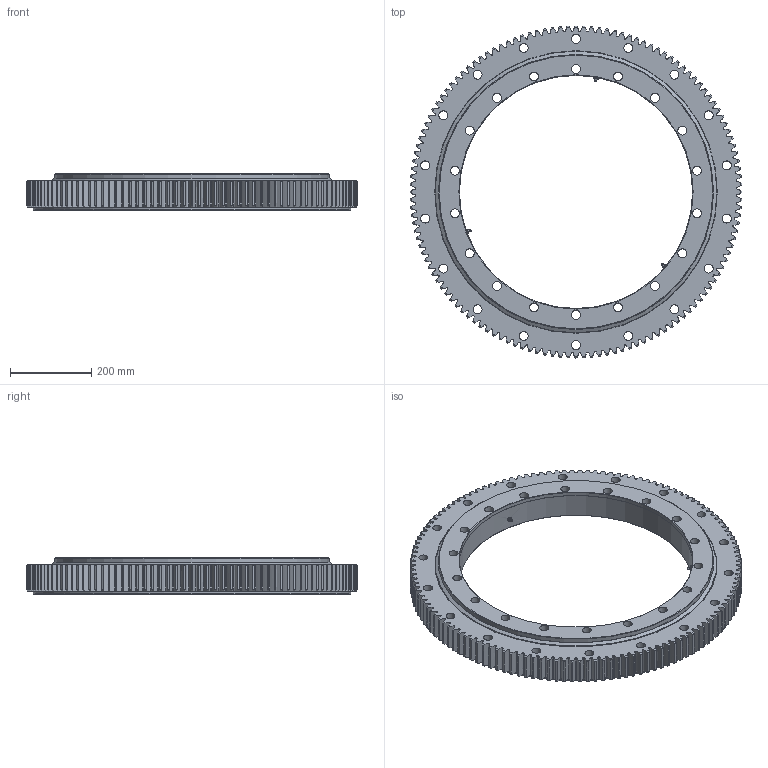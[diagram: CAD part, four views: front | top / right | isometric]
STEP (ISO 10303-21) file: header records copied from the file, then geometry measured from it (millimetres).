
FILE_DESCRIPTION (( 'STEP AP214' ), '1' );
FILE_NAME ('E.816.25.15.D.1-RV.STEP', '2020-05-13T08:14:29', ( '' ), ( '' ), 'SwSTEP 2.0', 'SolidWorks 2016', '' );
FILE_SCHEMA (( 'AUTOMOTIVE_DESIGN' ));
Length unit declared in the file: millimetre
Products named in the file (7): E.816.25.15.D.1-RV - IR Seal; E.816.25.15.D.1-RV - OR Seal; E.816.25.15.D.1-RV - OR; E.816.25.15.D.1-RV - IR; Roller L25; E.816.25.15.D.1-RV; Grease nipple M10x1mm
Assembly tree (47 placements, depth 2):
  E.816.25.15.D.1-RV
    E.816.25.15.D.1-RV - IR
    E.816.25.15.D.1-RV - OR
    Roller L25  x40
    E.816.25.15.D.1-RV - OR Seal
    E.816.25.15.D.1-RV - IR Seal
    Grease nipple M10x1mm  x3
Bounding box: 816 x 816 x 90 mm (x, y, z)
Volume: 15783672.2 mm3; surface area: 1785224.5 mm2
Topology: 47 solids, 47 shells, 1297 faces, 3469 edges, 2281 vertices
Faces by surface type: plane 391, cone 321, bspline 264, cylinder 231, torus 90
Full cylindrical faces by diameter (mm): 3 x3, 9 x3, 10 x3, 22 x36, 25 x40, 573 x1, 574 x1, 662.5 x2, 675 x3, 679 x3, 682 x1, 693 x2, 781 x1
Entity records: 90441 total; most frequent: CARTESIAN_POINT 64681, ORIENTED_EDGE 5906, DIRECTION 4214, EDGE_CURVE 2953, VERTEX_POINT 2011, AXIS2_PLACEMENT_3D 1510, EDGE_LOOP 1224, LINE 1194
